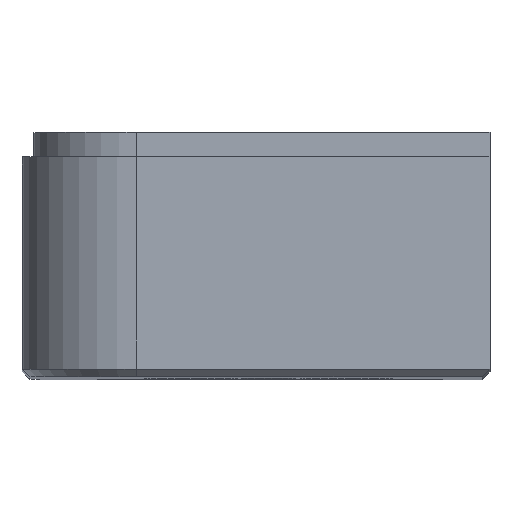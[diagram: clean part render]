
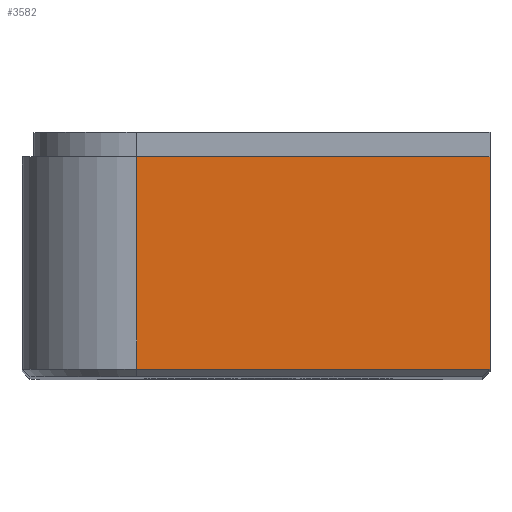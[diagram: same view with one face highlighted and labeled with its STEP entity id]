
A CAD part, top view. The second image highlights one B-rep face of the part: STEP entity #3582.
In plain terms, the highlighted planar face has unit normal (0, 0, 1).
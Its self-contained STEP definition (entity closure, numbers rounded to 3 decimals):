
#151=PLANE('',#3831);
#280=FACE_OUTER_BOUND('',#501,.T.);
#501=EDGE_LOOP('',(#2574,#2575,#2576,#2577));
#766=LINE('',#5519,#1086);
#778=LINE('',#5545,#1098);
#779=LINE('',#5549,#1099);
#780=LINE('',#5550,#1100);
#1086=VECTOR('',#4359,10.);
#1098=VECTOR('',#4389,10.);
#1099=VECTOR('',#4394,10.);
#1100=VECTOR('',#4395,10.);
#1577=VERTEX_POINT('',#5517);
#1578=VERTEX_POINT('',#5518);
#1583=VERTEX_POINT('',#5544);
#1584=VERTEX_POINT('',#5548);
#1949=EDGE_CURVE('',#1577,#1578,#766,.T.);
#1963=EDGE_CURVE('',#1578,#1583,#778,.T.);
#1965=EDGE_CURVE('',#1577,#1584,#779,.T.);
#1966=EDGE_CURVE('',#1584,#1583,#780,.T.);
#2574=ORIENTED_EDGE('',*,*,#1949,.F.);
#2575=ORIENTED_EDGE('',*,*,#1965,.T.);
#2576=ORIENTED_EDGE('',*,*,#1966,.T.);
#2577=ORIENTED_EDGE('',*,*,#1963,.F.);
#3582=ADVANCED_FACE('',(#280),#151,.T.);
#3831=AXIS2_PLACEMENT_3D('',#5547,#4392,#4393);
#4359=DIRECTION('',(-1.,0.,0.));
#4389=DIRECTION('',(0.,1.,0.));
#4392=DIRECTION('center_axis',(0.,0.,1.));
#4393=DIRECTION('ref_axis',(1.,0.,0.));
#4394=DIRECTION('',(0.,1.,0.));
#4395=DIRECTION('',(-1.,0.,0.));
#5517=CARTESIAN_POINT('',(41.3,1.,172.5));
#5518=CARTESIAN_POINT('',(-5.,1.,172.5));
#5519=CARTESIAN_POINT('',(-4.675,1.,172.5));
#5544=CARTESIAN_POINT('',(-5.,28.8,172.5));
#5545=CARTESIAN_POINT('',(-5.,0.,172.5));
#5547=CARTESIAN_POINT('Origin',(-20.,0.,172.5));
#5548=CARTESIAN_POINT('',(41.3,28.8,172.5));
#5549=CARTESIAN_POINT('',(41.3,0.,172.5));
#5550=CARTESIAN_POINT('',(-4.675,28.8,172.5));
